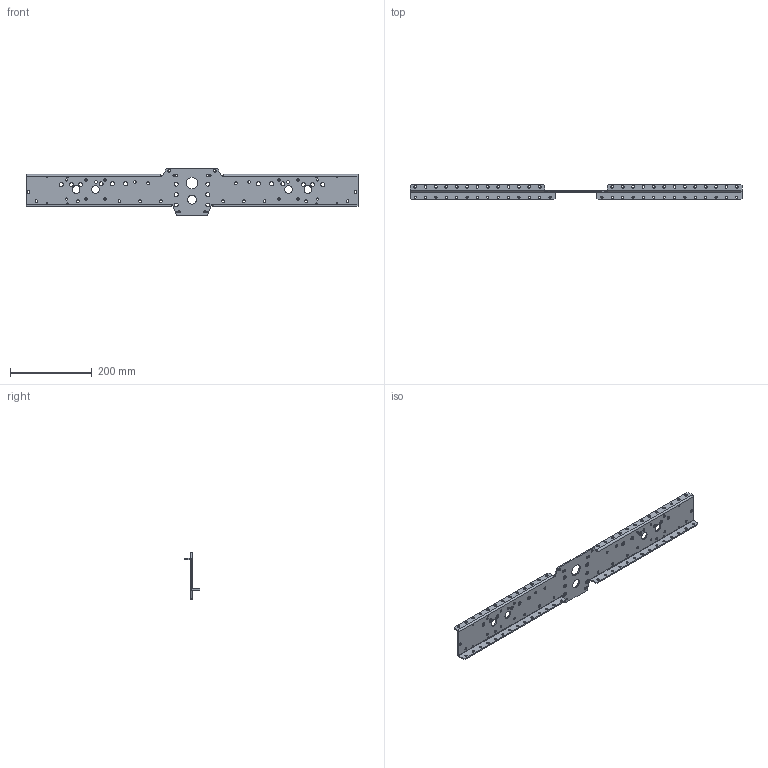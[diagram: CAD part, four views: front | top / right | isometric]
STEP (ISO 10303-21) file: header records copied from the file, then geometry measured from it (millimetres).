
FILE_DESCRIPTION (( 'STEP AP214' ), '1' );
FILE_NAME ('am-2952 AM14U2 Inside Sheet.STEP', '2014-12-18T22:22:48', ( '' ), ( '' ), 'SwSTEP 2.0', 'SolidWorks 2014', '' );
FILE_SCHEMA (( 'AUTOMOTIVE_DESIGN' ));
Length unit declared in the file: inch
Products named in the file (1): am-2952 AM14U2 Inside Sheet
Bounding box: 812.8 x 38.1 x 116.33 mm (x, y, z)
Volume: 265187.8 mm3; surface area: 182091.7 mm2
Topology: 1 solids, 1 shells, 330 faces, 960 edges, 632 vertices
Faces by surface type: cylinder 284, plane 46
Entity records: 11744 total; most frequent: DIRECTION 2190, CARTESIAN_POINT 1923, ORIENTED_EDGE 1920, EDGE_CURVE 960, AXIS2_PLACEMENT_3D 899, VERTEX_POINT 632, EDGE_LOOP 582, CIRCLE 568
